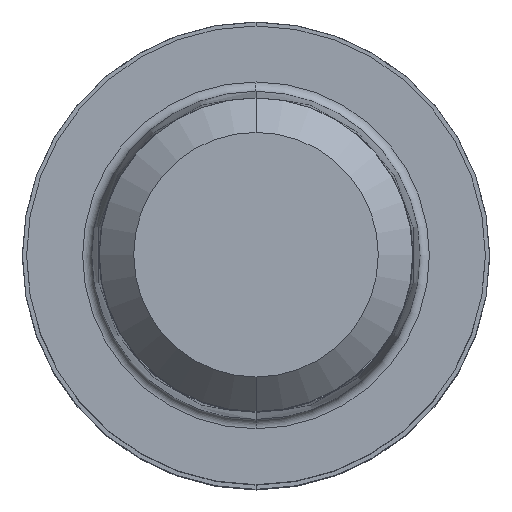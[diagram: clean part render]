
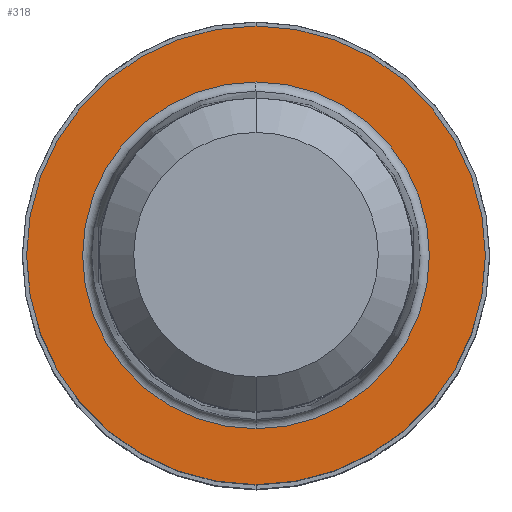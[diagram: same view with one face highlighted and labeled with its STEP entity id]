
A CAD part, top view. The second image highlights one B-rep face of the part: STEP entity #318.
In plain terms, the highlighted planar face has unit normal (0, 0, 1).
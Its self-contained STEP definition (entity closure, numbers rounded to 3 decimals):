
#174=VERTEX_POINT('',#463);
#202=EDGE_CURVE('',#174,#244,#494,.T.);
#224=VERTEX_POINT('',#518);
#244=VERTEX_POINT('',#539);
#318=ADVANCED_FACE('',(#626,#627),#628,.T.);
#344=EDGE_CURVE('',#244,#174,#658,.T.);
#348=EDGE_CURVE('',#224,#406,#662,.T.);
#378=EDGE_CURVE('',#406,#224,#697,.T.);
#406=VERTEX_POINT('',#728);
#463=CARTESIAN_POINT('',(0.0,5.935,0.01));
#494=CIRCLE('',#816,5.935);
#518=CARTESIAN_POINT('',(0.,-7.85,0.01));
#539=CARTESIAN_POINT('',(0.,-5.935,0.01));
#626=FACE_OUTER_BOUND('',#988,.T.);
#627=FACE_BOUND('',#989,.T.);
#628=PLANE('',#990);
#658=CIRCLE('',#1028,5.935);
#662=CIRCLE('',#1035,7.85);
#697=CIRCLE('',#1083,7.85);
#728=CARTESIAN_POINT('',(0.0,7.85,0.01));
#816=AXIS2_PLACEMENT_3D('',#1198,#1199,#1200);
#988=EDGE_LOOP('',(#1371,#1372));
#989=EDGE_LOOP('',(#1373,#1374));
#990=AXIS2_PLACEMENT_3D('',#1375,#1376,#1377);
#1028=AXIS2_PLACEMENT_3D('',#1418,#1419,#1420);
#1035=AXIS2_PLACEMENT_3D('',#1422,#1423,#1424);
#1083=AXIS2_PLACEMENT_3D('',#1478,#1479,#1480);
#1198=CARTESIAN_POINT('',(0.0,0.0,0.01));
#1199=DIRECTION('',(0.0,0.0,-1.0));
#1200=DIRECTION('',(0.0,1.0,0.0));
#1371=ORIENTED_EDGE('',*,*,#378,.F.);
#1372=ORIENTED_EDGE('',*,*,#348,.F.);
#1373=ORIENTED_EDGE('',*,*,#202,.T.);
#1374=ORIENTED_EDGE('',*,*,#344,.T.);
#1375=CARTESIAN_POINT('',(0.0,3.925,0.01));
#1376=DIRECTION('',(-0.0,0.0,1.0));
#1377=DIRECTION('',(0.0,-1.0,0.0));
#1418=CARTESIAN_POINT('',(0.0,0.0,0.01));
#1419=DIRECTION('',(0.0,0.0,-1.0));
#1420=DIRECTION('',(0.0,1.0,0.0));
#1422=CARTESIAN_POINT('',(0.0,0.0,0.01));
#1423=DIRECTION('',(0.0,0.0,-1.0));
#1424=DIRECTION('',(0.0,1.0,0.0));
#1478=CARTESIAN_POINT('',(0.0,0.0,0.01));
#1479=DIRECTION('',(0.0,0.0,-1.0));
#1480=DIRECTION('',(0.0,1.0,0.0));
